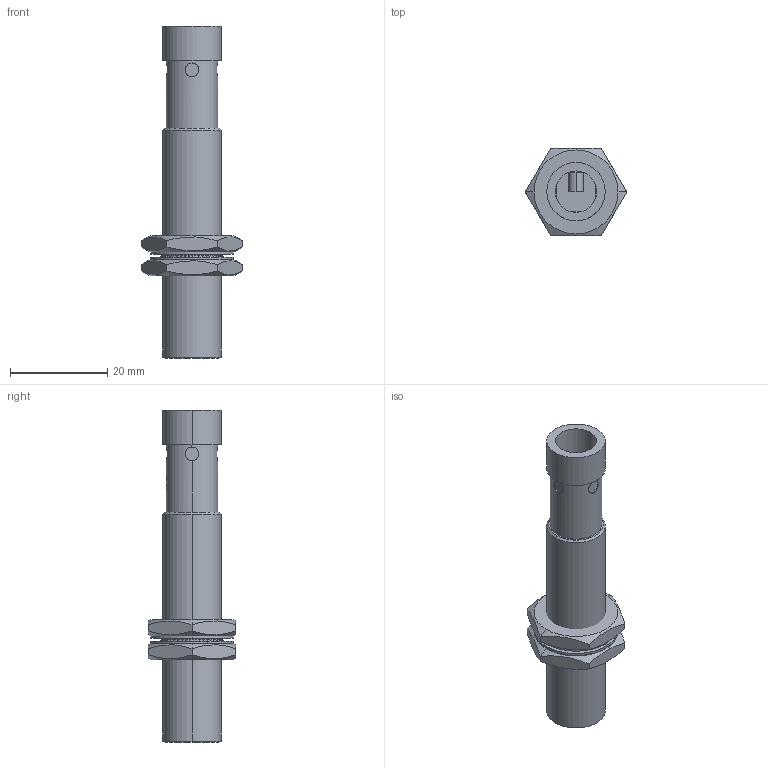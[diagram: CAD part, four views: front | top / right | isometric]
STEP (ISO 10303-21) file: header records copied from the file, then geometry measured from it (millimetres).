
FILE_DESCRIPTION (( 'STEP AP214' ), '1' );
FILE_NAME ('M12-超远距离-埋入式接插件.STEP', '2015-09-23T08:37:40', ( '' ), ( '' ), 'SwSTEP 2.0', 'SolidWorks 2013', '' );
FILE_SCHEMA (( 'AUTOMOTIVE_DESIGN' ));
Length unit declared in the file: millimetre
Products named in the file (1): M12-超远距离-埋入式接插件
Bounding box: 20.78 x 18 x 68.2 mm (x, y, z)
Volume: 7245.3 mm3; surface area: 5540 mm2
Topology: 6 solids, 6 shells, 658 faces, 1868 edges, 1230 vertices
Faces by surface type: plane 486, cylinder 134, cone 38
Entity records: 22050 total; most frequent: CARTESIAN_POINT 4429, ORIENTED_EDGE 3736, DIRECTION 3420, EDGE_CURVE 1868, VECTOR 1538, LINE 1538, VERTEX_POINT 1230, AXIS2_PLACEMENT_3D 941
